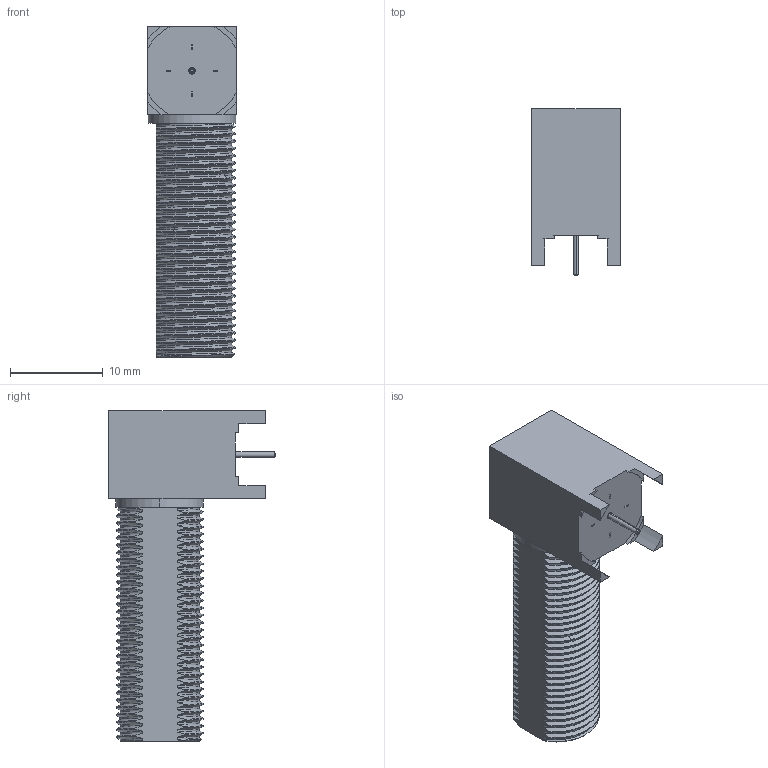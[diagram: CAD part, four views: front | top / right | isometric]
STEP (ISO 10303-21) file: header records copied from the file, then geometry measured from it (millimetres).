
FILE_DESCRIPTION((''),'2;1');
FILE_NAME('531-40156_SW0001','2018-07-18T',('Vijayaragavan'),(''),'CREO PARAMETRIC BY PTC INC, 2017020','CREO PARAMETRIC BY PTC INC, 2017020','');
FILE_SCHEMA(('CONFIG_CONTROL_DESIGN'));
Length unit declared in the file: inch
Products named in the file (1): 531-40156_SW0001
Bounding box: 9.5 x 17.93 x 35.61 mm (x, y, z)
Volume: 2784.8 mm3; surface area: 1911.6 mm2
Topology: 1 solids, 1 shells, 253 faces, 698 edges, 459 vertices
Faces by surface type: bspline 125, plane 53, cylinder 53, cone 14, torus 8
Entity records: 27233 total; most frequent: CARTESIAN_POINT 21610, ORIENTED_EDGE 1392, DIRECTION 772, EDGE_CURVE 696, VERTEX_POINT 459, B_SPLINE_CURVE_WITH_KNOTS 296, VECTOR 284, LINE 284
